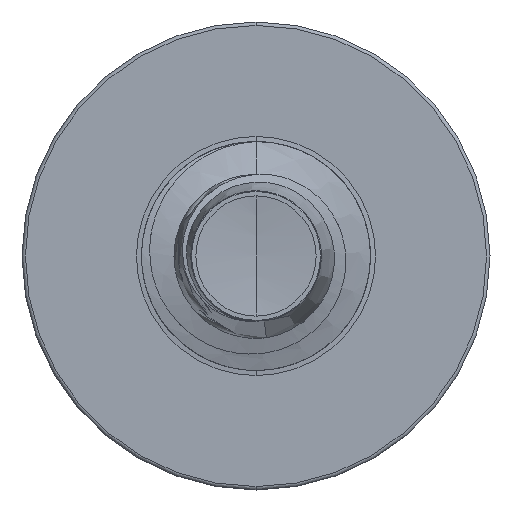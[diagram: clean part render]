
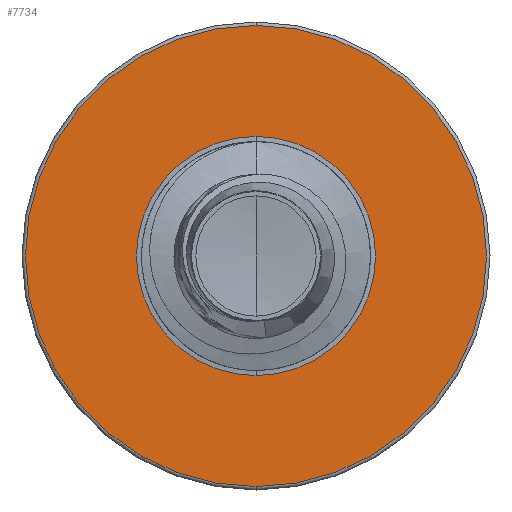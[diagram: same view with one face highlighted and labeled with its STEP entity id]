
A CAD part, front view. The second image highlights one B-rep face of the part: STEP entity #7734.
In plain terms, the highlighted planar face has unit normal (0, -1, 0).
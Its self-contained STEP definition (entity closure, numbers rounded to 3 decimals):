
#11 = DIRECTION ( 'NONE',  ( 0., 1., 0. ) ) ;
#352 = FACE_OUTER_BOUND ( 'NONE', #9717, .T. ) ;
#407 = EDGE_CURVE ( 'NONE', #4951, #13668, #6553, .T. ) ;
#759 = CIRCLE ( 'NONE', #3960, 1.15 ) ;
#970 = CIRCLE ( 'NONE', #14122, 2.217 ) ;
#1179 = ORIENTED_EDGE ( 'NONE', *, *, #13765, .F. ) ;
#1212 = CARTESIAN_POINT ( 'NONE',  ( 0., 9., 0. ) ) ;
#1622 = AXIS2_PLACEMENT_3D ( 'NONE', #1212, #10055, #2468 ) ;
#2468 = DIRECTION ( 'NONE',  ( 0., 0., 1. ) ) ;
#2484 = DIRECTION ( 'NONE',  ( 0., 1., 0. ) ) ;
#3575 = CARTESIAN_POINT ( 'NONE',  ( 0., 9., 0. ) ) ;
#3634 = AXIS2_PLACEMENT_3D ( 'NONE', #13605, #11, #8886 ) ;
#3825 = ORIENTED_EDGE ( 'NONE', *, *, #407, .F. ) ;
#3960 = AXIS2_PLACEMENT_3D ( 'NONE', #7060, #15422, #8315 ) ;
#4185 = VERTEX_POINT ( 'NONE', #10918 ) ;
#4330 = DIRECTION ( 'NONE',  ( 0., 1., 0. ) ) ;
#4781 = DIRECTION ( 'NONE',  ( 0., 0., 1. ) ) ;
#4951 = VERTEX_POINT ( 'NONE', #8331 ) ;
#5161 = ORIENTED_EDGE ( 'NONE', *, *, #8684, .T. ) ;
#5622 = ORIENTED_EDGE ( 'NONE', *, *, #6596, .T. ) ;
#6553 = CIRCLE ( 'NONE', #11147, 2.217 ) ;
#6596 = EDGE_CURVE ( 'NONE', #14513, #4185, #759, .T. ) ;
#7060 = CARTESIAN_POINT ( 'NONE',  ( 0., 9., 0. ) ) ;
#7357 = CARTESIAN_POINT ( 'NONE',  ( 0., 9., -1.15 ) ) ;
#7734 = ADVANCED_FACE ( 'NONE', ( #352, #12046 ), #14790, .F. ) ;
#8315 = DIRECTION ( 'NONE',  ( 0., 0., 1. ) ) ;
#8331 = CARTESIAN_POINT ( 'NONE',  ( 0., 9., 2.217 ) ) ;
#8461 = EDGE_LOOP ( 'NONE', ( #5161, #5622 ) ) ;
#8684 = EDGE_CURVE ( 'NONE', #4185, #14513, #10966, .T. ) ;
#8886 = DIRECTION ( 'NONE',  ( 0., 0., 1. ) ) ;
#9717 = EDGE_LOOP ( 'NONE', ( #3825, #1179 ) ) ;
#10055 = DIRECTION ( 'NONE',  ( 0., 1., 0. ) ) ;
#10918 = CARTESIAN_POINT ( 'NONE',  ( 0., 9., 1.15 ) ) ;
#10966 = CIRCLE ( 'NONE', #1622, 1.15 ) ;
#11147 = AXIS2_PLACEMENT_3D ( 'NONE', #3575, #2484, #4781 ) ;
#11682 = CARTESIAN_POINT ( 'NONE',  ( 0., 9., -2.217 ) ) ;
#11735 = CARTESIAN_POINT ( 'NONE',  ( 0., 9., 0. ) ) ;
#12046 = FACE_BOUND ( 'NONE', #8461, .T. ) ;
#12916 = DIRECTION ( 'NONE',  ( 0., 0., 1. ) ) ;
#13605 = CARTESIAN_POINT ( 'NONE',  ( 0., 9., -1.15 ) ) ;
#13668 = VERTEX_POINT ( 'NONE', #11682 ) ;
#13765 = EDGE_CURVE ( 'NONE', #13668, #4951, #970, .T. ) ;
#14122 = AXIS2_PLACEMENT_3D ( 'NONE', #11735, #4330, #12916 ) ;
#14513 = VERTEX_POINT ( 'NONE', #7357 ) ;
#14790 = PLANE ( 'NONE',  #3634 ) ;
#15422 = DIRECTION ( 'NONE',  ( 0., 1., 0. ) ) ;
